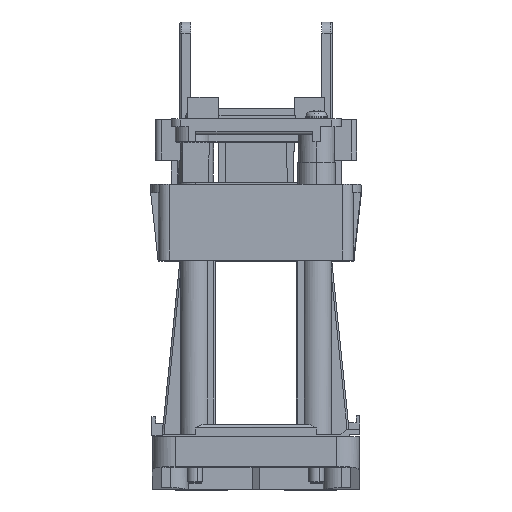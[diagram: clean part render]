
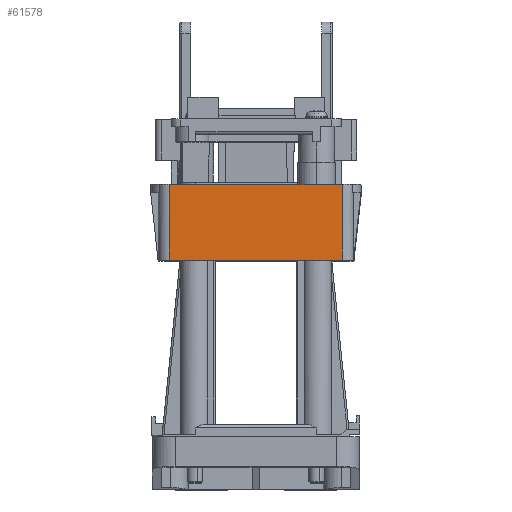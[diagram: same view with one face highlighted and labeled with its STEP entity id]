
A CAD part, top view. The second image highlights one B-rep face of the part: STEP entity #61578.
In plain terms, the highlighted planar face has unit normal (0, 0, 1).
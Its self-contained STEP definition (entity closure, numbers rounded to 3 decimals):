
#645=DIRECTION('',(-1.,0.,0.));
#646=VECTOR('',#645,45.5);
#647=CARTESIAN_POINT('',(22.65,-15.2,36.));
#648=LINE('',#647,#646);
#17911=DIRECTION('',(0.,1.,0.));
#17912=VECTOR('',#17911,20.);
#17913=CARTESIAN_POINT('',(22.65,-35.2,36.));
#17914=LINE('',#17913,#17912);
#17915=DIRECTION('',(0.,-1.,0.));
#17916=VECTOR('',#17915,20.);
#17917=CARTESIAN_POINT('',(-22.85,-15.2,36.));
#17918=LINE('',#17917,#17916);
#18038=DIRECTION('',(1.,0.,0.));
#18039=VECTOR('',#18038,45.5);
#18040=CARTESIAN_POINT('',(-22.85,-35.2,36.));
#18041=LINE('',#18040,#18039);
#34411=CARTESIAN_POINT('',(22.65,-35.2,36.));
#34412=VERTEX_POINT('',#34411);
#34413=CARTESIAN_POINT('',(22.65,-15.2,36.));
#34414=VERTEX_POINT('',#34413);
#34415=CARTESIAN_POINT('',(-22.85,-35.2,36.));
#34417=VERTEX_POINT('',#34415);
#34421=CARTESIAN_POINT('',(-22.85,-15.2,36.));
#34422=VERTEX_POINT('',#34421);
#61565=CARTESIAN_POINT('',(-25.85,-35.2,36.));
#61566=DIRECTION('',(0.,0.,1.));
#61567=DIRECTION('',(1.,0.,0.));
#61568=AXIS2_PLACEMENT_3D('',#61565,#61566,#61567);
#61569=PLANE('',#61568);
#61571=ORIENTED_EDGE('',*,*,#61570,.F.);
#61573=ORIENTED_EDGE('',*,*,#61572,.F.);
#61574=ORIENTED_EDGE('',*,*,#61554,.F.);
#61575=ORIENTED_EDGE('',*,*,#38823,.F.);
#61576=EDGE_LOOP('',(#61571,#61573,#61574,#61575));
#61577=FACE_OUTER_BOUND('',#61576,.F.);
#61578=ADVANCED_FACE('',(#61577),#61569,.T.);
#38823=EDGE_CURVE('',#34414,#34422,#648,.T.);
#61554=EDGE_CURVE('',#34422,#34417,#17918,.T.);
#61570=EDGE_CURVE('',#34412,#34414,#17914,.T.);
#61572=EDGE_CURVE('',#34417,#34412,#18041,.T.);
